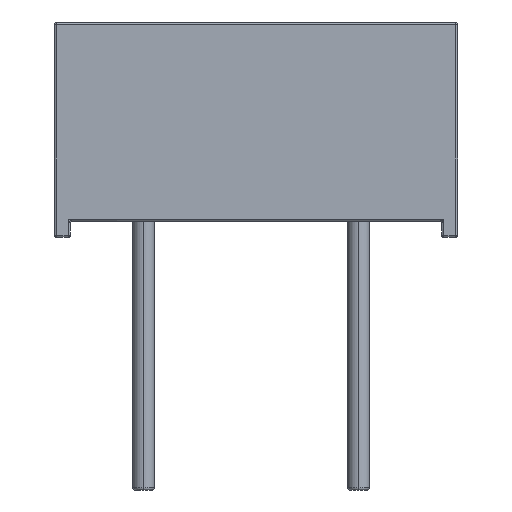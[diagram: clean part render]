
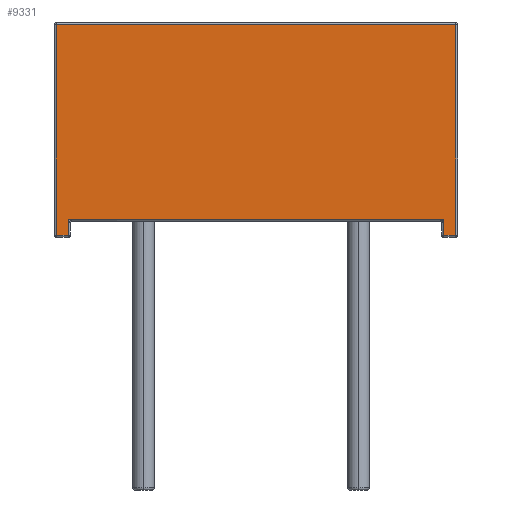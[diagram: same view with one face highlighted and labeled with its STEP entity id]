
A CAD part, left-side view. The second image highlights one B-rep face of the part: STEP entity #9331.
In plain terms, the highlighted planar face has unit normal (-1, 0, 0).
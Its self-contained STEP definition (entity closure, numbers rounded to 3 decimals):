
#806 = ORIENTED_EDGE ( 'NONE', *, *, #2927, .T. ) ;
#1039 = FACE_OUTER_BOUND ( 'NONE', #23734, .T. ) ;
#1248 = LINE ( 'NONE', #5195, #19429 ) ;
#1452 = AXIS2_PLACEMENT_3D ( 'NONE', #7424, #18973, #3302 ) ;
#2399 = CARTESIAN_POINT ( 'NONE',  ( -4.765, 4.435, 0.05 ) ) ;
#2507 = CARTESIAN_POINT ( 'NONE',  ( -4.765, 0., 0.05 ) ) ;
#2627 = LINE ( 'NONE', #2507, #17285 ) ;
#2927 = EDGE_CURVE ( 'NONE', #25658, #25325, #20210, .T. ) ;
#3171 = CARTESIAN_POINT ( 'NONE',  ( -4.765, 4.765, 5.03 ) ) ;
#3302 = DIRECTION ( 'NONE',  ( 0., 0., -1. ) ) ;
#3403 = EDGE_CURVE ( 'NONE', #14481, #6400, #8780, .T. ) ;
#3866 = DIRECTION ( 'NONE',  ( 0., 0., -1. ) ) ;
#4826 = CARTESIAN_POINT ( 'NONE',  ( -4.765, 4.435, 0.43 ) ) ;
#4921 = DIRECTION ( 'NONE',  ( 0., 0., 1. ) ) ;
#5195 = CARTESIAN_POINT ( 'NONE',  ( -4.765, 4.435, 5.08 ) ) ;
#5332 = ORIENTED_EDGE ( 'NONE', *, *, #25955, .T. ) ;
#5360 = EDGE_CURVE ( 'NONE', #14622, #14481, #2627, .T. ) ;
#6400 = VERTEX_POINT ( 'NONE', #15110 ) ;
#6737 = CARTESIAN_POINT ( 'NONE',  ( -4.765, 0., 0.05 ) ) ;
#7424 = CARTESIAN_POINT ( 'NONE',  ( -4.765, 0., 5.08 ) ) ;
#8649 = VECTOR ( 'NONE', #13405, 1000. ) ;
#8780 = LINE ( 'NONE', #25846, #20969 ) ;
#8924 = CARTESIAN_POINT ( 'NONE',  ( -4.765, 0., 0.43 ) ) ;
#9261 = EDGE_CURVE ( 'NONE', #25325, #20502, #14368, .T. ) ;
#9331 = ADVANCED_FACE ( 'NONE', ( #1039 ), #11123, .F. ) ;
#9442 = VERTEX_POINT ( 'NONE', #20098 ) ;
#10888 = ORIENTED_EDGE ( 'NONE', *, *, #20136, .T. ) ;
#11123 = PLANE ( 'NONE',  #1452 ) ;
#13241 = ORIENTED_EDGE ( 'NONE', *, *, #9261, .T. ) ;
#13405 = DIRECTION ( 'NONE',  ( 0., 1., 0. ) ) ;
#13962 = CARTESIAN_POINT ( 'NONE',  ( -4.765, 4.715, 5.03 ) ) ;
#14368 = LINE ( 'NONE', #6737, #22267 ) ;
#14481 = VERTEX_POINT ( 'NONE', #25991 ) ;
#14495 = DIRECTION ( 'NONE',  ( 0., -1., 0. ) ) ;
#14622 = VERTEX_POINT ( 'NONE', #19509 ) ;
#14728 = CARTESIAN_POINT ( 'NONE',  ( -4.765, 4.715, 0.05 ) ) ;
#15110 = CARTESIAN_POINT ( 'NONE',  ( -4.765, -4.715, 5.03 ) ) ;
#15755 = LINE ( 'NONE', #23803, #20910 ) ;
#16142 = EDGE_CURVE ( 'NONE', #23766, #9442, #17448, .T. ) ;
#17019 = DIRECTION ( 'NONE',  ( 0., -1., 0. ) ) ;
#17285 = VECTOR ( 'NONE', #18208, 1000. ) ;
#17448 = LINE ( 'NONE', #8924, #18345 ) ;
#18208 = DIRECTION ( 'NONE',  ( 0., -1., 0. ) ) ;
#18345 = VECTOR ( 'NONE', #17019, 1000. ) ;
#18973 = DIRECTION ( 'NONE',  ( 1., 0., 0. ) ) ;
#19429 = VECTOR ( 'NONE', #23268, 1000. ) ;
#19509 = CARTESIAN_POINT ( 'NONE',  ( -4.765, -4.435, 0.05 ) ) ;
#20098 = CARTESIAN_POINT ( 'NONE',  ( -4.765, -4.435, 0.43 ) ) ;
#20136 = EDGE_CURVE ( 'NONE', #20502, #23766, #1248, .T. ) ;
#20210 = LINE ( 'NONE', #21940, #21735 ) ;
#20502 = VERTEX_POINT ( 'NONE', #2399 ) ;
#20624 = ORIENTED_EDGE ( 'NONE', *, *, #16142, .T. ) ;
#20729 = ORIENTED_EDGE ( 'NONE', *, *, #22543, .T. ) ;
#20910 = VECTOR ( 'NONE', #21183, 1000. ) ;
#20969 = VECTOR ( 'NONE', #4921, 1000. ) ;
#21183 = DIRECTION ( 'NONE',  ( 0., 0., -1. ) ) ;
#21735 = VECTOR ( 'NONE', #3866, 1000. ) ;
#21940 = CARTESIAN_POINT ( 'NONE',  ( -4.765, 4.715, 0. ) ) ;
#22267 = VECTOR ( 'NONE', #14495, 1000. ) ;
#22543 = EDGE_CURVE ( 'NONE', #9442, #14622, #15755, .T. ) ;
#22733 = ORIENTED_EDGE ( 'NONE', *, *, #3403, .T. ) ;
#23268 = DIRECTION ( 'NONE',  ( 0., 0., 1. ) ) ;
#23720 = LINE ( 'NONE', #3171, #8649 ) ;
#23734 = EDGE_LOOP ( 'NONE', ( #806, #13241, #10888, #20624, #20729, #25928, #22733, #5332 ) ) ;
#23766 = VERTEX_POINT ( 'NONE', #4826 ) ;
#23803 = CARTESIAN_POINT ( 'NONE',  ( -4.765, -4.435, 0. ) ) ;
#25325 = VERTEX_POINT ( 'NONE', #14728 ) ;
#25658 = VERTEX_POINT ( 'NONE', #13962 ) ;
#25846 = CARTESIAN_POINT ( 'NONE',  ( -4.765, -4.715, 5.08 ) ) ;
#25928 = ORIENTED_EDGE ( 'NONE', *, *, #5360, .T. ) ;
#25955 = EDGE_CURVE ( 'NONE', #6400, #25658, #23720, .T. ) ;
#25991 = CARTESIAN_POINT ( 'NONE',  ( -4.765, -4.715, 0.05 ) ) ;
